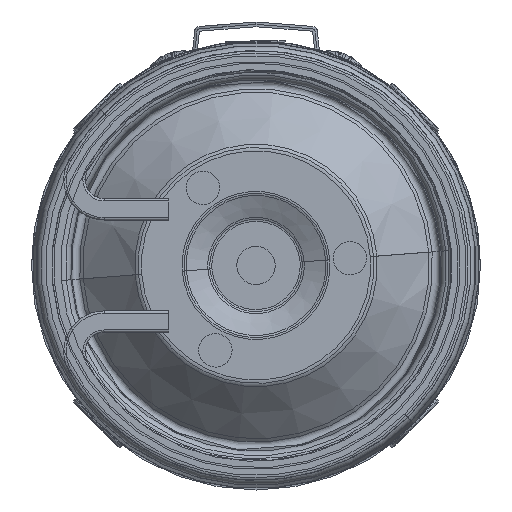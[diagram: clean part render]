
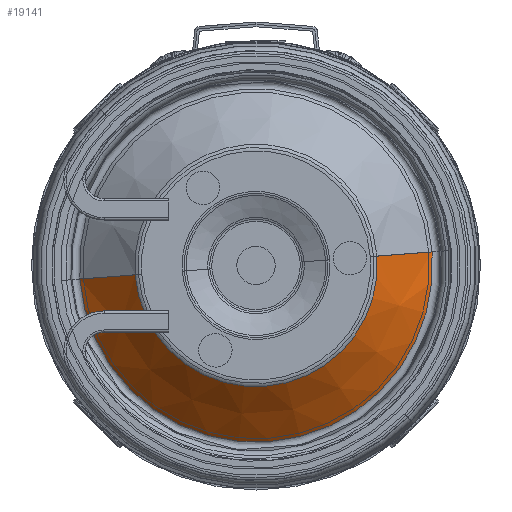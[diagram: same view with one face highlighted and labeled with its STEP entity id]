
A CAD part, front view. The second image highlights one B-rep face of the part: STEP entity #19141.
In plain terms, the highlighted conical face has half-angle 46.546 degrees and reference radius 25.375 mm.
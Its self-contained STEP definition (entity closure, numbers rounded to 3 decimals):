
#1349 = EDGE_CURVE ( 'NONE', #5870, #4945, #16155, .T. ) ;
#1726 = DIRECTION ( 'NONE',  ( 0., 0.688, 0.726 ) ) ;
#2299 = DIRECTION ( 'NONE',  ( 0., 0., 1. ) ) ;
#3424 = ORIENTED_EDGE ( 'NONE', *, *, #13537, .T. ) ;
#4159 = AXIS2_PLACEMENT_3D ( 'NONE', #17122, #11261, #29897 ) ;
#4410 = AXIS2_PLACEMENT_3D ( 'NONE', #34772, #9020, #2299 ) ;
#4945 = VERTEX_POINT ( 'NONE', #27265 ) ;
#5870 = VERTEX_POINT ( 'NONE', #25037 ) ;
#7282 = FACE_OUTER_BOUND ( 'NONE', #13916, .T. ) ;
#9020 = DIRECTION ( 'NONE',  ( 0., 1., 0. ) ) ;
#10409 = CARTESIAN_POINT ( 'NONE',  ( 0., 0.548, 0. ) ) ;
#11166 = LINE ( 'NONE', #36673, #31741 ) ;
#11261 = DIRECTION ( 'NONE',  ( 0., 1., 0. ) ) ;
#11786 = CIRCLE ( 'NONE', #4410, 36.962 ) ;
#12823 = VERTEX_POINT ( 'NONE', #41006 ) ;
#13537 = EDGE_CURVE ( 'NONE', #12823, #18064, #11166, .T. ) ;
#13916 = EDGE_LOOP ( 'NONE', ( #29212, #26041, #3424, #40735 ) ) ;
#16155 = LINE ( 'NONE', #28949, #22938 ) ;
#16858 = CIRCLE ( 'NONE', #31586, 25.376 ) ;
#17122 = CARTESIAN_POINT ( 'NONE',  ( 0., 0.548, 0. ) ) ;
#18064 = VERTEX_POINT ( 'NONE', #33916 ) ;
#19141 = ADVANCED_FACE ( 'NONE', ( #7282 ), #31594, .T. ) ;
#22938 = VECTOR ( 'NONE', #23446, 1000. ) ;
#23446 = DIRECTION ( 'NONE',  ( 0., 0.688, -0.726 ) ) ;
#23744 = DIRECTION ( 'NONE',  ( 0., 1., 0. ) ) ;
#25037 = CARTESIAN_POINT ( 'NONE',  ( 0., 0.548, -25.376 ) ) ;
#26041 = ORIENTED_EDGE ( 'NONE', *, *, #34164, .T. ) ;
#27265 = CARTESIAN_POINT ( 'NONE',  ( 0., 11.526, -36.962 ) ) ;
#28949 = CARTESIAN_POINT ( 'NONE',  ( 0., 0.548, -25.376 ) ) ;
#29212 = ORIENTED_EDGE ( 'NONE', *, *, #1349, .F. ) ;
#29897 = DIRECTION ( 'NONE',  ( 0., 0., 1. ) ) ;
#30044 = DIRECTION ( 'NONE',  ( 0., 0., 1. ) ) ;
#31586 = AXIS2_PLACEMENT_3D ( 'NONE', #10409, #23744, #30044 ) ;
#31594 = CONICAL_SURFACE ( 'NONE', #4159, 25.376, 0.812 ) ;
#31741 = VECTOR ( 'NONE', #1726, 1000. ) ;
#33916 = CARTESIAN_POINT ( 'NONE',  ( 0., 11.526, 36.962 ) ) ;
#34164 = EDGE_CURVE ( 'NONE', #5870, #12823, #16858, .T. ) ;
#34772 = CARTESIAN_POINT ( 'NONE',  ( 0., 11.526, 0. ) ) ;
#36673 = CARTESIAN_POINT ( 'NONE',  ( 0., 0.548, 25.376 ) ) ;
#38001 = EDGE_CURVE ( 'NONE', #4945, #18064, #11786, .T. ) ;
#40735 = ORIENTED_EDGE ( 'NONE', *, *, #38001, .F. ) ;
#41006 = CARTESIAN_POINT ( 'NONE',  ( 0., 0.548, 25.376 ) ) ;
